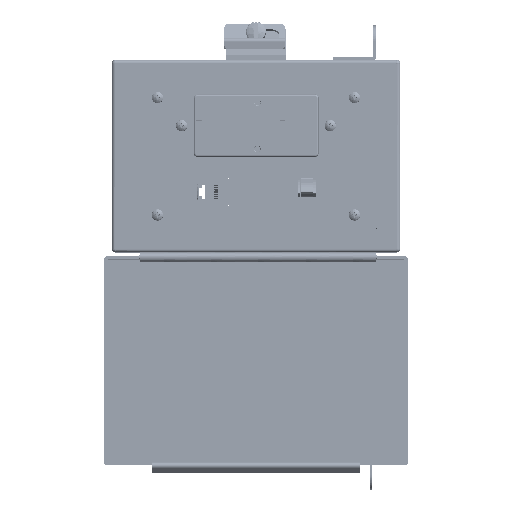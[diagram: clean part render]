
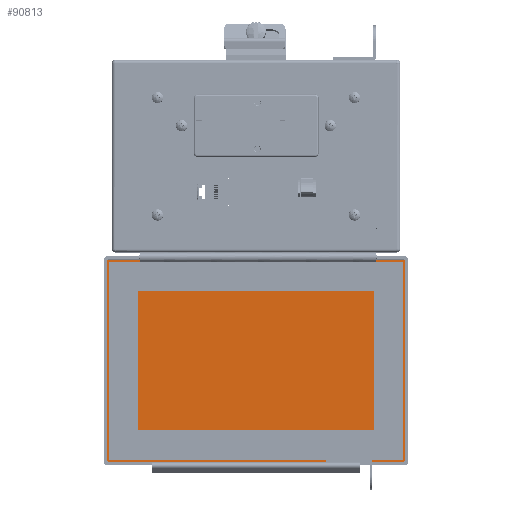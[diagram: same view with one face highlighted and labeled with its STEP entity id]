
A CAD part, top view. The second image highlights one B-rep face of the part: STEP entity #90813.
In plain terms, the highlighted planar face has unit normal (0, 0, 1).
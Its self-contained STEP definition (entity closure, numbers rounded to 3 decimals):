
#1062 = VECTOR ( 'NONE', #138994, 1000. ) ;
#6056 = DIRECTION ( 'NONE',  ( 1., 0., 0. ) ) ;
#8364 = EDGE_CURVE ( 'NONE', #122606, #196356, #151361, .T. ) ;
#8667 = ORIENTED_EDGE ( 'NONE', *, *, #13407, .F. ) ;
#9702 = CARTESIAN_POINT ( 'NONE',  ( 59.944, -161.29, 22.479 ) ) ;
#10791 = DIRECTION ( 'NONE',  ( -1., 0., 0. ) ) ;
#12508 = EDGE_CURVE ( 'NONE', #39090, #179325, #209659, .T. ) ;
#13407 = EDGE_CURVE ( 'NONE', #26103, #57876, #129571, .T. ) ;
#17317 = DIRECTION ( 'NONE',  ( 0., 0., 1. ) ) ;
#17972 = CARTESIAN_POINT ( 'NONE',  ( 63.564, -55.118, 22.479 ) ) ;
#18210 = CARTESIAN_POINT ( 'NONE',  ( 78.613, -107.95, 22.479 ) ) ;
#19230 = EDGE_CURVE ( 'NONE', #90821, #122606, #125609, .T. ) ;
#20375 = LINE ( 'NONE', #141393, #69264 ) ;
#21335 = CARTESIAN_POINT ( 'NONE',  ( -78.676, -54.61, 22.479 ) ) ;
#26103 = VERTEX_POINT ( 'NONE', #90307 ) ;
#27869 = ORIENTED_EDGE ( 'NONE', *, *, #78041, .T. ) ;
#30150 = LINE ( 'NONE', #187709, #204488 ) ;
#30622 = CARTESIAN_POINT ( 'NONE',  ( 71.025, -54.61, 22.479 ) ) ;
#34331 = PLANE ( 'NONE',  #141131 ) ;
#35440 = DIRECTION ( 'NONE',  ( 1., 0., 0. ) ) ;
#35675 = EDGE_CURVE ( 'NONE', #196356, #182725, #248125, .T. ) ;
#36103 = CARTESIAN_POINT ( 'NONE',  ( -78.359, -54.61, 22.479 ) ) ;
#38892 = VECTOR ( 'NONE', #196009, 1000. ) ;
#39090 = VERTEX_POINT ( 'NONE', #52119 ) ;
#41163 = CIRCLE ( 'NONE', #107742, 0.317 ) ;
#41936 = DIRECTION ( 'NONE',  ( 1., 0., 0. ) ) ;
#43178 = VECTOR ( 'NONE', #57802, 1000. ) ;
#43215 = CARTESIAN_POINT ( 'NONE',  ( 0., -161.29, 22.479 ) ) ;
#44478 = LINE ( 'NONE', #43215, #134852 ) ;
#47710 = CARTESIAN_POINT ( 'NONE',  ( 0., -160.02, 22.479 ) ) ;
#50209 = VECTOR ( 'NONE', #80085, 1000. ) ;
#52119 = CARTESIAN_POINT ( 'NONE',  ( -78.613, -160.982, 22.479 ) ) ;
#56143 = EDGE_CURVE ( 'NONE', #257553, #233428, #30150, .T. ) ;
#57802 = DIRECTION ( 'NONE',  ( 0., -1., 0. ) ) ;
#57876 = VERTEX_POINT ( 'NONE', #175607 ) ;
#59499 = EDGE_CURVE ( 'NONE', #176696, #155516, #81217, .T. ) ;
#66253 = CARTESIAN_POINT ( 'NONE',  ( 78.373, -161.29, 22.479 ) ) ;
#67011 = CARTESIAN_POINT ( 'NONE',  ( -61.15, -107.95, 22.479 ) ) ;
#67928 = DIRECTION ( 'NONE',  ( 0., 1., 0. ) ) ;
#68547 = VECTOR ( 'NONE', #137935, 1000. ) ;
#69264 = VECTOR ( 'NONE', #206446, 1000. ) ;
#75947 = FACE_OUTER_BOUND ( 'NONE', #226223, .T. ) ;
#76124 = CARTESIAN_POINT ( 'NONE',  ( 59.944, -107.95, 22.479 ) ) ;
#76637 = ORIENTED_EDGE ( 'NONE', *, *, #137505, .T. ) ;
#78041 = EDGE_CURVE ( 'NONE', #114041, #221752, #115865, .T. ) ;
#80056 = CIRCLE ( 'NONE', #237966, 0.317 ) ;
#80085 = DIRECTION ( 'NONE',  ( -1., 0., 0. ) ) ;
#81217 = LINE ( 'NONE', #76124, #43178 ) ;
#87430 = ORIENTED_EDGE ( 'NONE', *, *, #168334, .T. ) ;
#89086 = DIRECTION ( 'NONE',  ( 0., 0., -1. ) ) ;
#90307 = CARTESIAN_POINT ( 'NONE',  ( 63.564, -54.61, 22.479 ) ) ;
#90813 = ADVANCED_FACE ( 'NONE', ( #75947 ), #34331, .T. ) ;
#90821 = VERTEX_POINT ( 'NONE', #176187 ) ;
#90827 = VECTOR ( 'NONE', #108691, 1000. ) ;
#94712 = ORIENTED_EDGE ( 'NONE', *, *, #190992, .T. ) ;
#96124 = ORIENTED_EDGE ( 'NONE', *, *, #59499, .T. ) ;
#102064 = DIRECTION ( 'NONE',  ( -1., 0., 0. ) ) ;
#107742 = AXIS2_PLACEMENT_3D ( 'NONE', #212587, #194380, #150184 ) ;
#108691 = DIRECTION ( 'NONE',  ( 0., 1., 0. ) ) ;
#111181 = DIRECTION ( 'NONE',  ( 0., 1., 0. ) ) ;
#114041 = VERTEX_POINT ( 'NONE', #175344 ) ;
#115865 = LINE ( 'NONE', #18210, #68547 ) ;
#120429 = CARTESIAN_POINT ( 'NONE',  ( 0., -55.88, 22.479 ) ) ;
#122380 = VERTEX_POINT ( 'NONE', #66253 ) ;
#122606 = VERTEX_POINT ( 'NONE', #220884 ) ;
#123973 = CARTESIAN_POINT ( 'NONE',  ( 59.944, -160.02, 22.479 ) ) ;
#125609 = LINE ( 'NONE', #67011, #90827 ) ;
#129277 = CARTESIAN_POINT ( 'NONE',  ( 0., -54.61, 22.479 ) ) ;
#129571 = LINE ( 'NONE', #30622, #155767 ) ;
#134852 = VECTOR ( 'NONE', #41936, 1000. ) ;
#135019 = CARTESIAN_POINT ( 'NONE',  ( 78.613, -54.921, 22.479 ) ) ;
#137505 = EDGE_CURVE ( 'NONE', #233428, #176696, #225988, .T. ) ;
#137676 = CARTESIAN_POINT ( 'NONE',  ( 37.084, -161.29, 22.479 ) ) ;
#137935 = DIRECTION ( 'NONE',  ( 0., 1., 0. ) ) ;
#138994 = DIRECTION ( 'NONE',  ( 0., 1., 0. ) ) ;
#141058 = DIRECTION ( 'NONE',  ( 0., 0., -1. ) ) ;
#141131 = AXIS2_PLACEMENT_3D ( 'NONE', #212633, #17317, #111181 ) ;
#141336 = ORIENTED_EDGE ( 'NONE', *, *, #12508, .T. ) ;
#141393 = CARTESIAN_POINT ( 'NONE',  ( 0., -161.29, 22.479 ) ) ;
#146464 = VECTOR ( 'NONE', #10791, 1000. ) ;
#146819 = EDGE_CURVE ( 'NONE', #182725, #39090, #253246, .T. ) ;
#148922 = CARTESIAN_POINT ( 'NONE',  ( 78.677, -54.61, 22.479 ) ) ;
#150066 = DIRECTION ( 'NONE',  ( 0., 0., -1. ) ) ;
#150184 = DIRECTION ( 'NONE',  ( 0., 1., 0. ) ) ;
#151361 = LINE ( 'NONE', #129277, #146464 ) ;
#151510 = DIRECTION ( 'NONE',  ( 1., 0., 0. ) ) ;
#155316 = EDGE_CURVE ( 'NONE', #174369, #26103, #256148, .T. ) ;
#155516 = VERTEX_POINT ( 'NONE', #9702 ) ;
#155767 = VECTOR ( 'NONE', #225849, 1000. ) ;
#156535 = AXIS2_PLACEMENT_3D ( 'NONE', #21335, #141058, #102064 ) ;
#168065 = AXIS2_PLACEMENT_3D ( 'NONE', #169641, #150066, #35440 ) ;
#168334 = EDGE_CURVE ( 'NONE', #179325, #257553, #20375, .T. ) ;
#169641 = CARTESIAN_POINT ( 'NONE',  ( -78.69, -161.29, 22.479 ) ) ;
#174369 = VERTEX_POINT ( 'NONE', #212540 ) ;
#175344 = CARTESIAN_POINT ( 'NONE',  ( 78.613, -160.982, 22.479 ) ) ;
#175607 = CARTESIAN_POINT ( 'NONE',  ( 78.359, -54.61, 22.479 ) ) ;
#176187 = CARTESIAN_POINT ( 'NONE',  ( -61.15, -55.88, 22.479 ) ) ;
#176696 = VERTEX_POINT ( 'NONE', #123973 ) ;
#177239 = ORIENTED_EDGE ( 'NONE', *, *, #155316, .F. ) ;
#179021 = LINE ( 'NONE', #120429, #50209 ) ;
#179325 = VERTEX_POINT ( 'NONE', #200421 ) ;
#182725 = VERTEX_POINT ( 'NONE', #233482 ) ;
#187709 = CARTESIAN_POINT ( 'NONE',  ( 37.084, -107.95, 22.479 ) ) ;
#190992 = EDGE_CURVE ( 'NONE', #122380, #114041, #41163, .T. ) ;
#194380 = DIRECTION ( 'NONE',  ( 0., 0., -1. ) ) ;
#195096 = ORIENTED_EDGE ( 'NONE', *, *, #248377, .T. ) ;
#196009 = DIRECTION ( 'NONE',  ( 0., -1., 0. ) ) ;
#196356 = VERTEX_POINT ( 'NONE', #36103 ) ;
#200421 = CARTESIAN_POINT ( 'NONE',  ( -78.373, -161.29, 22.479 ) ) ;
#202112 = ORIENTED_EDGE ( 'NONE', *, *, #19230, .T. ) ;
#204488 = VECTOR ( 'NONE', #67928, 1000. ) ;
#206446 = DIRECTION ( 'NONE',  ( 1., 0., 0. ) ) ;
#208984 = ORIENTED_EDGE ( 'NONE', *, *, #56143, .T. ) ;
#209659 = CIRCLE ( 'NONE', #168065, 0.317 ) ;
#212540 = CARTESIAN_POINT ( 'NONE',  ( 63.564, -55.88, 22.479 ) ) ;
#212587 = CARTESIAN_POINT ( 'NONE',  ( 78.69, -161.29, 22.479 ) ) ;
#212633 = CARTESIAN_POINT ( 'NONE',  ( 78.613, -161.29, 22.479 ) ) ;
#213404 = CARTESIAN_POINT ( 'NONE',  ( 37.084, -160.02, 22.479 ) ) ;
#218716 = ORIENTED_EDGE ( 'NONE', *, *, #8364, .T. ) ;
#219308 = ORIENTED_EDGE ( 'NONE', *, *, #35675, .T. ) ;
#220608 = VECTOR ( 'NONE', #6056, 1000. ) ;
#220884 = CARTESIAN_POINT ( 'NONE',  ( -61.15, -54.61, 22.479 ) ) ;
#221416 = ORIENTED_EDGE ( 'NONE', *, *, #256785, .T. ) ;
#221752 = VERTEX_POINT ( 'NONE', #135019 ) ;
#225849 = DIRECTION ( 'NONE',  ( 1., 0., 0. ) ) ;
#225988 = LINE ( 'NONE', #47710, #220608 ) ;
#226223 = EDGE_LOOP ( 'NONE', ( #177239, #235672, #202112, #218716, #219308, #244820, #141336, #87430, #208984, #76637, #96124, #221416, #94712, #27869, #195096, #8667 ) ) ;
#231170 = CARTESIAN_POINT ( 'NONE',  ( -78.613, -107.95, 22.479 ) ) ;
#233428 = VERTEX_POINT ( 'NONE', #213404 ) ;
#233482 = CARTESIAN_POINT ( 'NONE',  ( -78.613, -54.921, 22.479 ) ) ;
#235672 = ORIENTED_EDGE ( 'NONE', *, *, #240663, .T. ) ;
#237966 = AXIS2_PLACEMENT_3D ( 'NONE', #148922, #89086, #151510 ) ;
#240663 = EDGE_CURVE ( 'NONE', #174369, #90821, #179021, .T. ) ;
#244820 = ORIENTED_EDGE ( 'NONE', *, *, #146819, .T. ) ;
#248125 = CIRCLE ( 'NONE', #156535, 0.317 ) ;
#248377 = EDGE_CURVE ( 'NONE', #221752, #57876, #80056, .T. ) ;
#253246 = LINE ( 'NONE', #231170, #38892 ) ;
#256148 = LINE ( 'NONE', #17972, #1062 ) ;
#256785 = EDGE_CURVE ( 'NONE', #155516, #122380, #44478, .T. ) ;
#257553 = VERTEX_POINT ( 'NONE', #137676 ) ;
